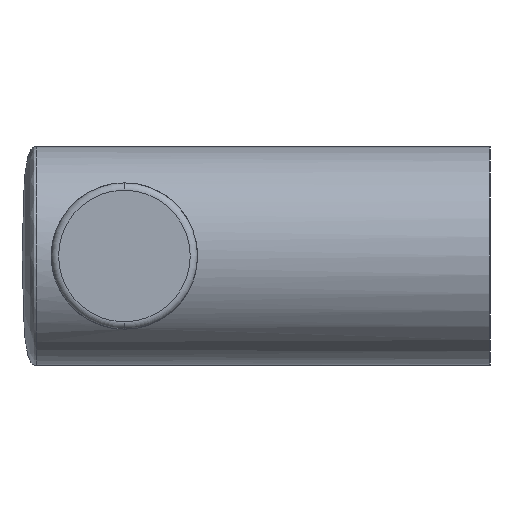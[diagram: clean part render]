
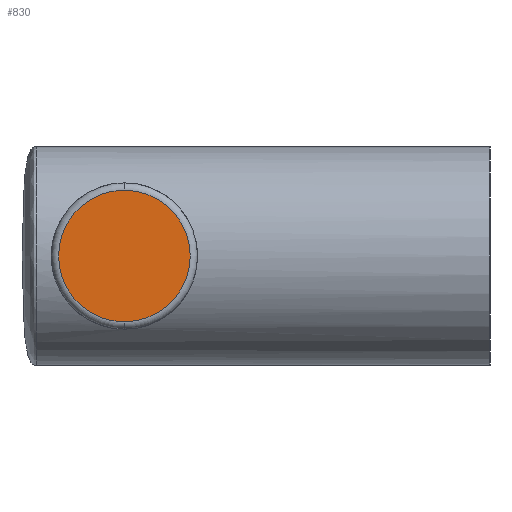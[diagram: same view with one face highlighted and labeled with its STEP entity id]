
A CAD part, left-side view. The second image highlights one B-rep face of the part: STEP entity #830.
In plain terms, the highlighted planar face has unit normal (-1, 0, 0).
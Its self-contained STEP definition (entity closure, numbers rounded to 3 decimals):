
#112 = EDGE_CURVE ( 'NONE', #985, #1255, #192, .T. ) ;
#192 = CIRCLE ( 'NONE', #1764, 4.5 ) ;
#366 = DIRECTION ( 'NONE',  ( 0., 0., -1. ) ) ;
#413 = EDGE_LOOP ( 'NONE', ( #884, #1138 ) ) ;
#528 = DIRECTION ( 'NONE',  ( 0., 0., -1. ) ) ;
#557 = DIRECTION ( 'NONE',  ( -1., 0., 0. ) ) ;
#677 = PLANE ( 'NONE',  #1383 ) ;
#752 = CARTESIAN_POINT ( 'NONE',  ( -105., 25., 4.5 ) ) ;
#830 = ADVANCED_FACE ( 'NONE', ( #1134 ), #677, .F. ) ;
#884 = ORIENTED_EDGE ( 'NONE', *, *, #1789, .T. ) ;
#985 = VERTEX_POINT ( 'NONE', #752 ) ;
#994 = DIRECTION ( 'NONE',  ( 0., 0., -1. ) ) ;
#1134 = FACE_OUTER_BOUND ( 'NONE', #413, .T. ) ;
#1138 = ORIENTED_EDGE ( 'NONE', *, *, #112, .T. ) ;
#1168 = AXIS2_PLACEMENT_3D ( 'NONE', #1281, #557, #528 ) ;
#1255 = VERTEX_POINT ( 'NONE', #1778 ) ;
#1261 = CARTESIAN_POINT ( 'NONE',  ( -105., 25., 0. ) ) ;
#1281 = CARTESIAN_POINT ( 'NONE',  ( -105., 25., 0. ) ) ;
#1383 = AXIS2_PLACEMENT_3D ( 'NONE', #1852, #1725, #994 ) ;
#1551 = DIRECTION ( 'NONE',  ( -1., 0., 0. ) ) ;
#1685 = CIRCLE ( 'NONE', #1168, 4.5 ) ;
#1725 = DIRECTION ( 'NONE',  ( 1., 0., 0. ) ) ;
#1764 = AXIS2_PLACEMENT_3D ( 'NONE', #1261, #1551, #366 ) ;
#1778 = CARTESIAN_POINT ( 'NONE',  ( -105., 25., -4.5 ) ) ;
#1789 = EDGE_CURVE ( 'NONE', #1255, #985, #1685, .T. ) ;
#1852 = CARTESIAN_POINT ( 'NONE',  ( -105., 25., 0. ) ) ;
